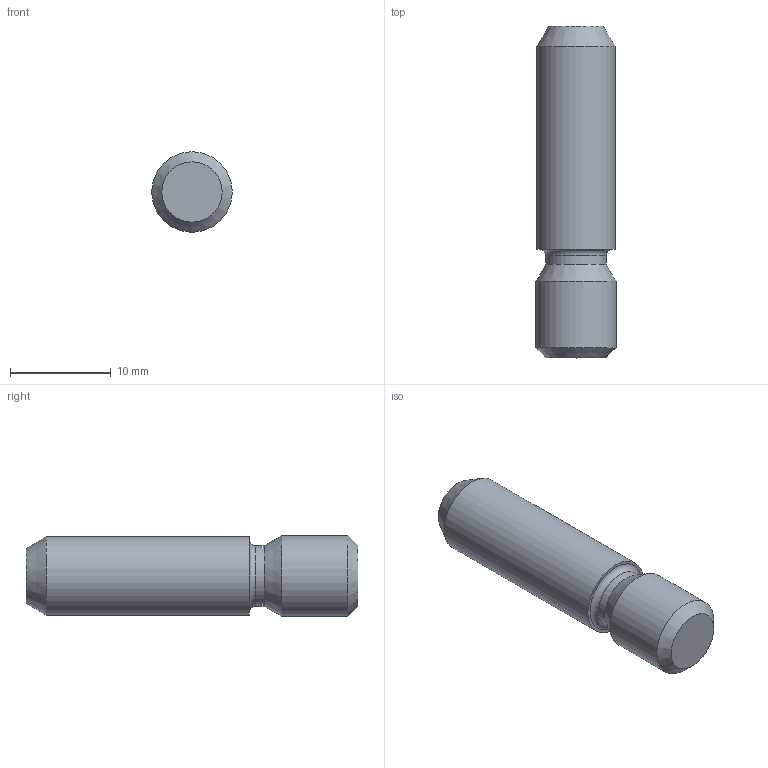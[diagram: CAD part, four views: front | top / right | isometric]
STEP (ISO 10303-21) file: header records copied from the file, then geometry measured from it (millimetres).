
FILE_DESCRIPTION((''),'2;1');
FILE_NAME('SZ8005N_A.stp','2013-09-03T09:32:11',('janine behrens'),(''),'Autodesk Inventor 2012','Autodesk Inventor 2012','');
FILE_SCHEMA(('AUTOMOTIVE_DESIGN { 1 0 10303 214 1 1 1 1 }'));
Length unit declared in the file: millimetre
Products named in the file (1): SZ8005N_A
Bounding box: 8 x 33 x 8 mm (x, y, z)
Volume: 1515.9 mm3; surface area: 878.6 mm2
Topology: 1 solids, 1 shells, 10 faces, 16 edges, 9 vertices
Faces by surface type: cone 3, cylinder 3, plane 3, torus 1
Full cylindrical faces by diameter (mm): 6 x1, 7.8 x1, 8 x1
Entity records: 220 total; most frequent: DIRECTION 40, CARTESIAN_POINT 29, AXIS2_PLACEMENT_3D 20, ORIENTED_EDGE 18, EDGE_LOOP 18, FACE_OUTER_BOUND 10, ADVANCED_FACE 10, VERTEX_POINT 9
